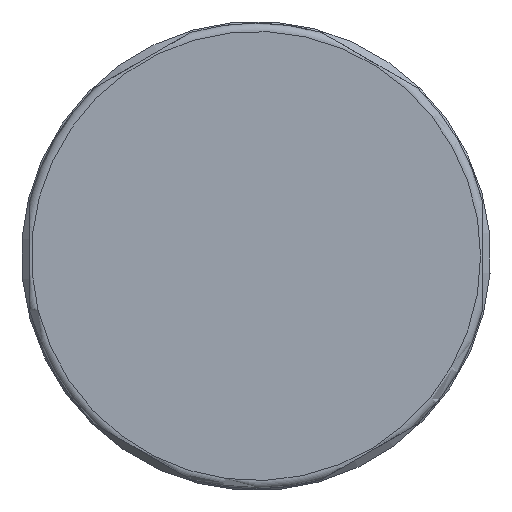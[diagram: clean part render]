
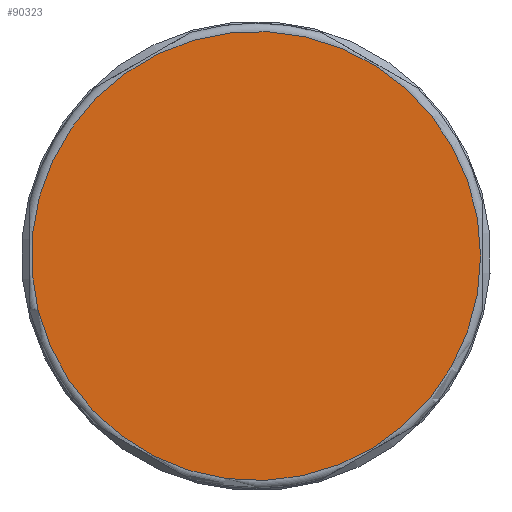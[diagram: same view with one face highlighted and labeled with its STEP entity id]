
A CAD part, left-side view. The second image highlights one B-rep face of the part: STEP entity #90323.
In plain terms, the highlighted planar face has unit normal (-1, 0, 0).
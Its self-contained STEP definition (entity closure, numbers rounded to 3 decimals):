
#90039=CARTESIAN_POINT('',(0.,-13.4,0.0));
#90040=VERTEX_POINT('',#90039);
#90041=CARTESIAN_POINT('',(0.,0.0,0.0));
#90042=DIRECTION('',(-1.0,0.0,0.0));
#90043=DIRECTION('',(0.0,-1.0,0.0));
#90044=AXIS2_PLACEMENT_3D('',#90041,#90042,#90043);
#90045=CIRCLE('',#90044,13.4);
#90046=EDGE_CURVE('',#90040,#90040,#90045,.T.);
#90315=CARTESIAN_POINT('',(0.,-10.475,0.0));
#90316=DIRECTION('',(-1.0,0.0,0.0));
#90317=DIRECTION('',(0.0,0.0,1.0));
#90318=AXIS2_PLACEMENT_3D('',#90315,#90316,#90317);
#90319=PLANE('',#90318);
#90320=ORIENTED_EDGE('',*,*,#90046,.T.);
#90321=EDGE_LOOP('',(#90320));
#90322=FACE_OUTER_BOUND('',#90321,.T.);
#90323=ADVANCED_FACE('',(#90322),#90319,.T.);
